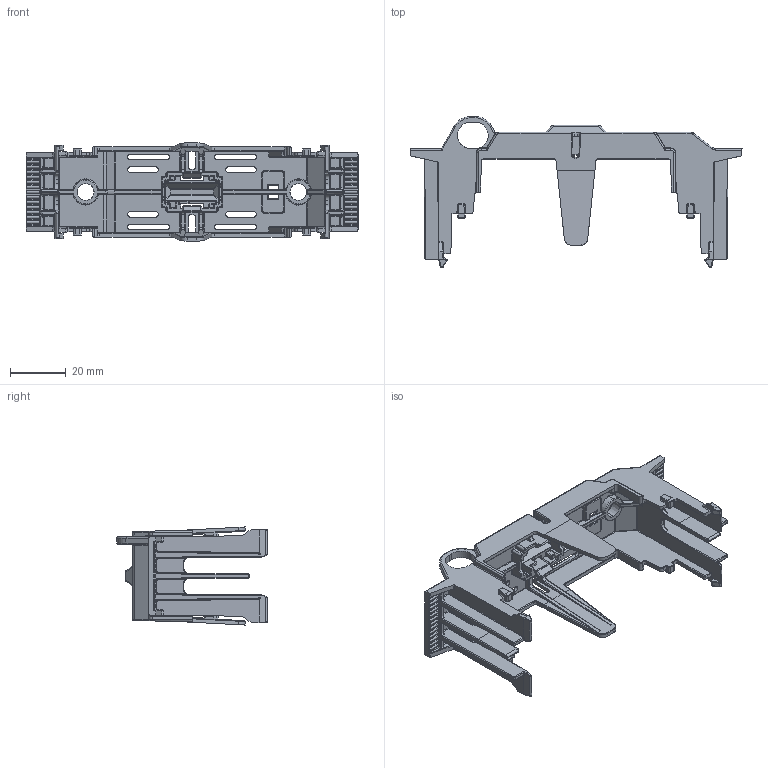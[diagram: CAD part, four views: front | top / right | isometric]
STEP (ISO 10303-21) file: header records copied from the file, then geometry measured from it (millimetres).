
FILE_DESCRIPTION (( 'STEP AP214' ), '1' );
FILE_NAME ('CVR-J-60060.step', '2016-05-31T19:52:13', ( '' ), ( '' ), 'SwSTEP 2.0', 'SolidWorks 2016', '' );
FILE_SCHEMA (( 'AUTOMOTIVE_DESIGN' ));
Length unit declared in the file: inch
Products named in the file (1): CVR-J-60060
Bounding box: 118.58 x 53.92 x 35.04 mm (x, y, z)
Volume: 16458 mm3; surface area: 22118.9 mm2
Topology: 1 solids, 1 shells, 2426 faces, 5768 edges, 3258 vertices
Faces by surface type: cylinder 1066, bspline 905, plane 446, cone 9
Entity records: 122056 total; most frequent: CARTESIAN_POINT 42219, ORIENTED_EDGE 11380, DIRECTION 8317, EDGE_CURVE 5690, VERTEX_POINT 3258, AXIS2_PLACEMENT_3D 2983, EDGE_LOOP 2452, UNCERTAINTY_MEASURE_WITH_UNIT 2429
